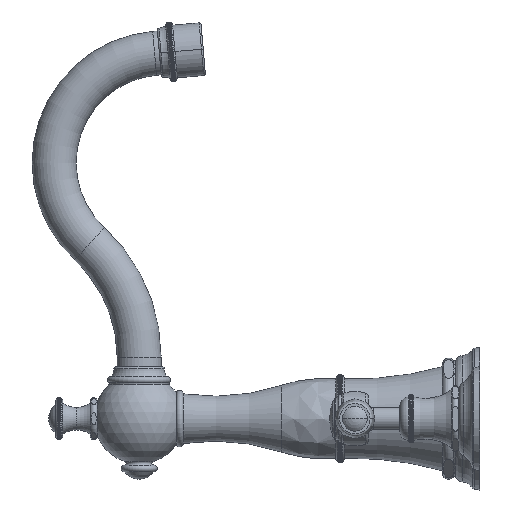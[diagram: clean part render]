
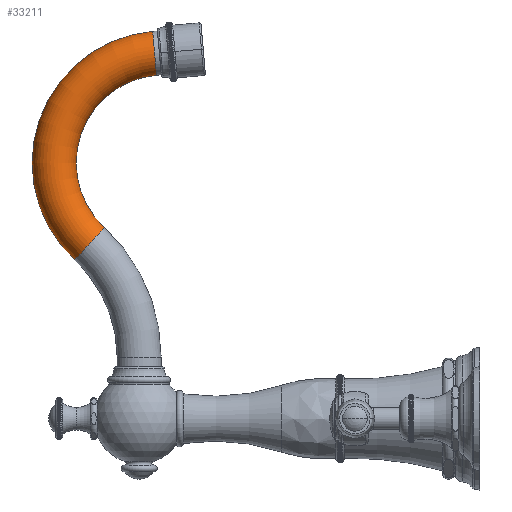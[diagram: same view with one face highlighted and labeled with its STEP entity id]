
A CAD part, left-side view. The second image highlights one B-rep face of the part: STEP entity #33211.
In plain terms, the highlighted toroidal (fillet/blend) face has major radius 63.5 mm and minor radius 12.7 mm.
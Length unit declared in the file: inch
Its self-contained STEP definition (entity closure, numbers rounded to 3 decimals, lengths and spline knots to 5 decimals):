
#19627=CARTESIAN_POINT('',(0.,8.86683,3.97264));
#19628=DIRECTION('',(0.,0.735,0.678));
#19629=DIRECTION('',(0.,0.678,-0.735));
#19630=AXIS2_PLACEMENT_3D('',#19627,#19628,#19629);
#19632=CARTESIAN_POINT('',(0.,7.171,5.80953));
#19633=DIRECTION('',(1.,0.,0.));
#19634=DIRECTION('',(0.,0.678,-0.735));
#19635=AXIS2_PLACEMENT_3D('',#19632,#19633,#19634);
#19642=CARTESIAN_POINT('',(0.,7.171,5.80953));
#19643=DIRECTION('',(1.,0.,0.));
#19644=DIRECTION('',(0.,0.678,-0.735));
#19645=AXIS2_PLACEMENT_3D('',#19642,#19643,#19644);
#24129=CARTESIAN_POINT('',(0.,7.38889,8.30001));
#24130=DIRECTION('',(0.,-0.996,0.087));
#24131=DIRECTION('',(0.,0.087,0.996));
#24132=AXIS2_PLACEMENT_3D('',#24129,#24130,#24131);
#31944=CARTESIAN_POINT('',(0.,9.206,3.60526));
#31945=CARTESIAN_POINT('',(0.,8.52767,4.34002));
#31946=VERTEX_POINT('',#31944);
#31947=VERTEX_POINT('',#31945);
#31948=CARTESIAN_POINT('',(0.,7.43247,8.79811));
#31949=CARTESIAN_POINT('',(0.,7.34531,7.80192));
#31950=VERTEX_POINT('',#31948);
#31951=VERTEX_POINT('',#31949);
#33197=CARTESIAN_POINT('',(0.,7.171,5.80953));
#33198=DIRECTION('',(1.,0.,0.));
#33199=DIRECTION('',(0.,-0.678,0.735));
#33200=AXIS2_PLACEMENT_3D('',#33197,#33198,#33199);
#33201=TOROIDAL_SURFACE('',#33200,2.5,0.5);
#33202=ORIENTED_EDGE('',*,*,#33191,.F.);
#33204=ORIENTED_EDGE('',*,*,#33203,.T.);
#33206=ORIENTED_EDGE('',*,*,#33205,.T.);
#33208=ORIENTED_EDGE('',*,*,#33207,.F.);
#33209=EDGE_LOOP('',(#33202,#33204,#33206,#33208));
#33210=FACE_OUTER_BOUND('',#33209,.F.);
#33211=ADVANCED_FACE('',(#33210),#33201,.T.);
#19631=CIRCLE('',#19630,0.5);
#19636=CIRCLE('',#19635,3.);
#19646=CIRCLE('',#19645,2.);
#24133=CIRCLE('',#24132,0.5);
#33191=EDGE_CURVE('',#31946,#31947,#19631,.T.);
#33203=EDGE_CURVE('',#31946,#31950,#19636,.T.);
#33205=EDGE_CURVE('',#31950,#31951,#24133,.T.);
#33207=EDGE_CURVE('',#31947,#31951,#19646,.T.);
